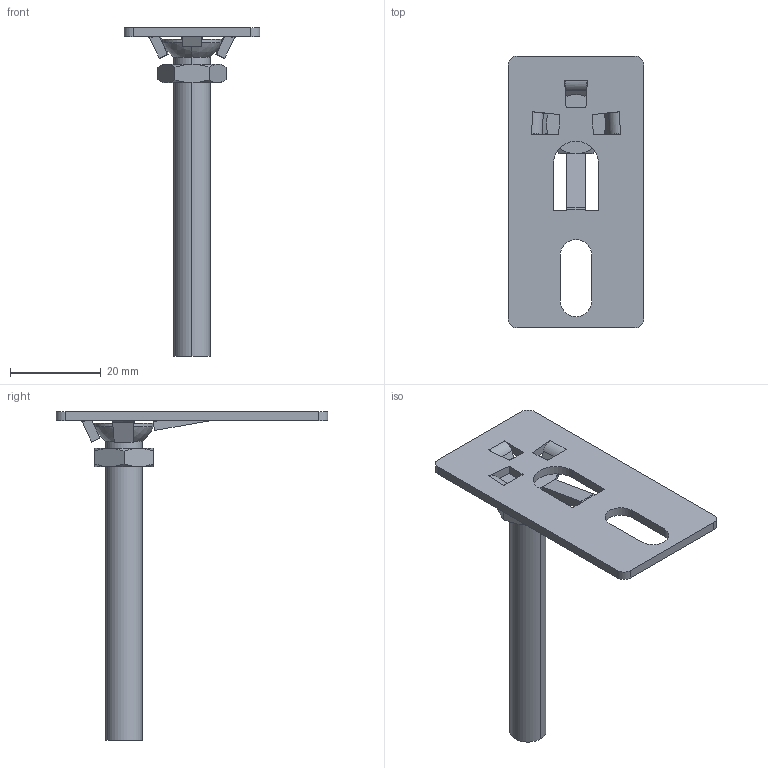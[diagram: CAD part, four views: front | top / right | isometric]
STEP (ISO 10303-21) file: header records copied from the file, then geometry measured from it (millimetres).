
FILE_DESCRIPTION (( 'STEP AP214' ), '1' );
FILE_NAME ('7405817.stp', '2018-02-19T14:34:09', ( '' ), ( '' ), 'SwSTEP 2.0', 'SolidWorks 2016', '' );
FILE_SCHEMA (( 'AUTOMOTIVE_DESIGN' ));
Length unit declared in the file: millimetre
Products named in the file (4): 041819_L= 70 mm; 041219_Standard; 7405817; 35014016_Standard
Assembly tree (3 placements, depth 2):
  7405817
    041219_Standard
    041819_L= 70 mm
    35014016_Standard
Bounding box: 30 x 60 x 72.5 mm (x, y, z)
Volume: 7307.7 mm3; surface area: 6487.2 mm2
Topology: 3 solids, 3 shells, 107 faces, 252 edges, 152 vertices
Faces by surface type: plane 64, cylinder 23, cone 12, bspline 6, sphere 2
Entity records: 3376 total; most frequent: CARTESIAN_POINT 815, ORIENTED_EDGE 504, DIRECTION 478, EDGE_CURVE 252, LINE 168, VECTOR 168, AXIS2_PLACEMENT_3D 155, VERTEX_POINT 152
